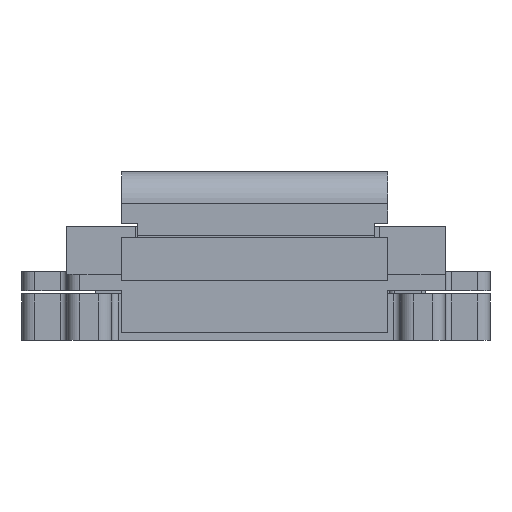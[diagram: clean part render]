
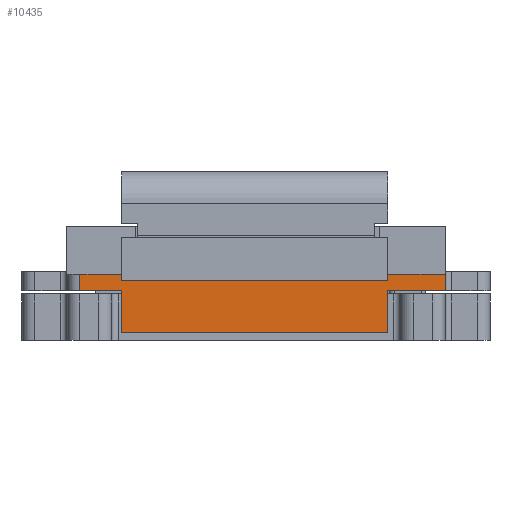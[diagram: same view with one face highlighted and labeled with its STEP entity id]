
A CAD part, front view. The second image highlights one B-rep face of the part: STEP entity #10435.
In plain terms, the highlighted planar face has unit normal (0, -1, 0).
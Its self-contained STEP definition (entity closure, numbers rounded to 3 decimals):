
#377=PLANE('',#11166);
#866=FACE_OUTER_BOUND('',#1471,.T.);
#1471=EDGE_LOOP('',(#8608,#8609,#8610,#8611,#8612,#8613,#8614,#8615,#8616,
#8617,#8618,#8619));
#2781=LINE('',#16266,#3945);
#2782=LINE('',#16275,#3946);
#2787=LINE('',#16290,#3951);
#2792=LINE('',#16300,#3956);
#2796=LINE('',#16307,#3960);
#2797=LINE('',#16310,#3961);
#2803=LINE('',#16320,#3967);
#2804=LINE('',#16323,#3968);
#2805=LINE('',#16325,#3969);
#2806=LINE('',#16326,#3970);
#2807=LINE('',#16328,#3971);
#2808=LINE('',#16329,#3972);
#3945=VECTOR('',#13189,10.);
#3946=VECTOR('',#13200,10.);
#3951=VECTOR('',#13213,10.);
#3956=VECTOR('',#13220,10.);
#3960=VECTOR('',#13226,10.);
#3961=VECTOR('',#13229,10.);
#3967=VECTOR('',#13237,10.);
#3968=VECTOR('',#13240,10.);
#3969=VECTOR('',#13241,10.);
#3970=VECTOR('',#13242,10.);
#3971=VECTOR('',#13243,10.);
#3972=VECTOR('',#13244,10.);
#4970=VERTEX_POINT('',#16258);
#4973=VERTEX_POINT('',#16264);
#4974=VERTEX_POINT('',#16271);
#4976=VERTEX_POINT('',#16274);
#4981=VERTEX_POINT('',#16288);
#4982=VERTEX_POINT('',#16289);
#4985=VERTEX_POINT('',#16297);
#4988=VERTEX_POINT('',#16304);
#4989=VERTEX_POINT('',#16309);
#4993=VERTEX_POINT('',#16322);
#4994=VERTEX_POINT('',#16324);
#4995=VERTEX_POINT('',#16327);
#6248=EDGE_CURVE('',#4973,#4970,#2781,.T.);
#6252=EDGE_CURVE('',#4974,#4976,#2782,.T.);
#6259=EDGE_CURVE('',#4981,#4982,#2787,.T.);
#6264=EDGE_CURVE('',#4985,#4981,#2792,.T.);
#6268=EDGE_CURVE('',#4988,#4982,#2796,.T.);
#6269=EDGE_CURVE('',#4989,#4985,#2797,.T.);
#6275=EDGE_CURVE('',#4970,#4974,#2803,.T.);
#6276=EDGE_CURVE('',#4993,#4973,#2804,.T.);
#6277=EDGE_CURVE('',#4994,#4993,#2805,.T.);
#6278=EDGE_CURVE('',#4988,#4994,#2806,.T.);
#6279=EDGE_CURVE('',#4995,#4989,#2807,.T.);
#6280=EDGE_CURVE('',#4976,#4995,#2808,.T.);
#8608=ORIENTED_EDGE('',*,*,#6275,.F.);
#8609=ORIENTED_EDGE('',*,*,#6248,.F.);
#8610=ORIENTED_EDGE('',*,*,#6276,.F.);
#8611=ORIENTED_EDGE('',*,*,#6277,.F.);
#8612=ORIENTED_EDGE('',*,*,#6278,.F.);
#8613=ORIENTED_EDGE('',*,*,#6268,.T.);
#8614=ORIENTED_EDGE('',*,*,#6259,.F.);
#8615=ORIENTED_EDGE('',*,*,#6264,.F.);
#8616=ORIENTED_EDGE('',*,*,#6269,.F.);
#8617=ORIENTED_EDGE('',*,*,#6279,.F.);
#8618=ORIENTED_EDGE('',*,*,#6280,.F.);
#8619=ORIENTED_EDGE('',*,*,#6252,.F.);
#10435=ADVANCED_FACE('',(#866),#377,.F.);
#11166=AXIS2_PLACEMENT_3D('',#16321,#13238,#13239);
#13189=DIRECTION('',(-1.,0.,0.));
#13200=DIRECTION('',(1.,0.,0.));
#13213=DIRECTION('',(0.,0.,-1.));
#13220=DIRECTION('',(1.,0.,0.));
#13226=DIRECTION('',(1.,0.,0.));
#13229=DIRECTION('',(0.,0.,1.));
#13237=DIRECTION('',(0.,0.,1.));
#13238=DIRECTION('center_axis',(0.,1.,0.));
#13239=DIRECTION('ref_axis',(0.,0.,1.));
#13240=DIRECTION('',(0.,0.,1.));
#13241=DIRECTION('',(-1.,0.,0.));
#13242=DIRECTION('',(0.,0.,-1.));
#13243=DIRECTION('',(1.,0.,0.));
#13244=DIRECTION('',(0.,0.,-1.));
#16258=CARTESIAN_POINT('',(-0.972,-11.,2.446));
#16264=CARTESIAN_POINT('',(5.528,-11.,2.446));
#16266=CARTESIAN_POINT('',(26.278,-11.,2.446));
#16271=CARTESIAN_POINT('',(-0.972,-11.,4.946));
#16274=CARTESIAN_POINT('',(5.528,-11.,4.946));
#16275=CARTESIAN_POINT('',(26.278,-11.,4.946));
#16288=CARTESIAN_POINT('',(56.028,-11.,4.946));
#16289=CARTESIAN_POINT('',(56.028,-11.,2.446));
#16290=CARTESIAN_POINT('',(56.028,-11.,2.446));
#16297=CARTESIAN_POINT('',(47.028,-11.,4.946));
#16300=CARTESIAN_POINT('',(47.028,-11.,4.946));
#16304=CARTESIAN_POINT('',(47.028,-11.,2.446));
#16307=CARTESIAN_POINT('',(47.028,-11.,2.446));
#16309=CARTESIAN_POINT('',(47.028,-11.,3.946));
#16310=CARTESIAN_POINT('',(47.028,-11.,5.176));
#16320=CARTESIAN_POINT('',(-0.972,-11.,3.821));
#16321=CARTESIAN_POINT('Origin',(47.028,-11.,3.946));
#16322=CARTESIAN_POINT('',(5.528,-11.,-4.154));
#16323=CARTESIAN_POINT('',(5.528,-11.,4.676));
#16324=CARTESIAN_POINT('',(47.028,-11.,-4.154));
#16325=CARTESIAN_POINT('',(36.653,-11.,-4.154));
#16326=CARTESIAN_POINT('',(47.028,-11.,4.676));
#16327=CARTESIAN_POINT('',(5.528,-11.,3.946));
#16328=CARTESIAN_POINT('',(36.653,-11.,3.946));
#16329=CARTESIAN_POINT('',(5.528,-11.,3.926));
